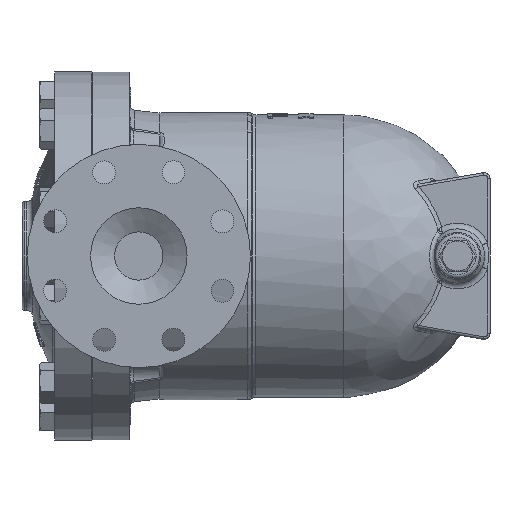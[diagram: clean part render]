
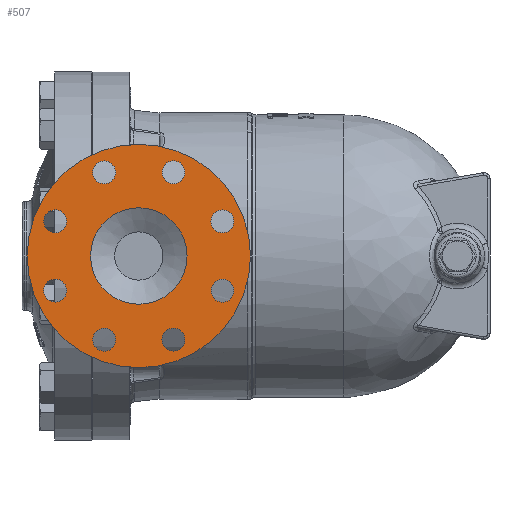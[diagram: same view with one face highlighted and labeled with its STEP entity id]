
A CAD part, left-side view. The second image highlights one B-rep face of the part: STEP entity #507.
In plain terms, the highlighted planar face has unit normal (-1, 0, 0).
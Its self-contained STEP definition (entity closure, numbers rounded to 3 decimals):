
#209=CARTESIAN_POINT('',(-241.0,54.5,0.0));
#210=VERTEX_POINT('',#209);
#211=CARTESIAN_POINT('',(-241.,-38.,0.0));
#212=DIRECTION('',(1.0,0.0,0.0));
#213=DIRECTION('',(0.0,1.0,0.0));
#214=AXIS2_PLACEMENT_3D('',#211,#212,#213);
#215=CIRCLE('',#214,92.5);
#216=EDGE_CURVE('',#210,#210,#215,.T.);
#232=CARTESIAN_POINT('',(-241.,-16.016,-76.008));
#233=VERTEX_POINT('',#232);
#234=CARTESIAN_POINT('',(-241.,-9.299,-69.291));
#235=DIRECTION('',(1.0,0.,0.));
#236=DIRECTION('',(0.,-0.707,-0.707));
#237=AXIS2_PLACEMENT_3D('',#234,#235,#236);
#238=CIRCLE('',#237,9.5);
#239=EDGE_CURVE('',#233,#233,#238,.T.);
#252=CARTESIAN_POINT('',(-241.,-76.201,-69.291));
#253=VERTEX_POINT('',#252);
#254=CARTESIAN_POINT('',(-241.,-66.701,-69.291));
#255=DIRECTION('',(1.0,0.0,0.0));
#256=DIRECTION('',(0.0,-1.0,0.0));
#257=AXIS2_PLACEMENT_3D('',#254,#255,#256);
#258=CIRCLE('',#257,9.5);
#259=EDGE_CURVE('',#253,#253,#258,.T.);
#272=CARTESIAN_POINT('',(-241.,-114.008,-21.984));
#273=VERTEX_POINT('',#272);
#274=CARTESIAN_POINT('',(-241.,-107.291,-28.701));
#275=DIRECTION('',(1.0,0.,0.));
#276=DIRECTION('',(0.,-0.707,0.707));
#277=AXIS2_PLACEMENT_3D('',#274,#275,#276);
#278=CIRCLE('',#277,9.5);
#279=EDGE_CURVE('',#273,#273,#278,.T.);
#292=CARTESIAN_POINT('',(-241.,-107.291,38.201));
#293=VERTEX_POINT('',#292);
#294=CARTESIAN_POINT('',(-241.,-107.291,28.701));
#295=DIRECTION('',(1.0,0.0,0.0));
#296=DIRECTION('',(0.0,0.0,1.0));
#297=AXIS2_PLACEMENT_3D('',#294,#295,#296);
#298=CIRCLE('',#297,9.5);
#299=EDGE_CURVE('',#293,#293,#298,.T.);
#312=CARTESIAN_POINT('',(-241.,-59.984,76.008));
#313=VERTEX_POINT('',#312);
#314=CARTESIAN_POINT('',(-241.,-66.701,69.291));
#315=DIRECTION('',(1.0,0.,0.));
#316=DIRECTION('',(0.,0.707,0.707));
#317=AXIS2_PLACEMENT_3D('',#314,#315,#316);
#318=CIRCLE('',#317,9.5);
#319=EDGE_CURVE('',#313,#313,#318,.T.);
#332=CARTESIAN_POINT('',(-241.0,0.201,69.291));
#333=VERTEX_POINT('',#332);
#334=CARTESIAN_POINT('',(-241.0,-9.299,69.291));
#335=DIRECTION('',(1.0,0.0,0.0));
#336=DIRECTION('',(0.0,1.0,0.0));
#337=AXIS2_PLACEMENT_3D('',#334,#335,#336);
#338=CIRCLE('',#337,9.5);
#339=EDGE_CURVE('',#333,#333,#338,.T.);
#352=CARTESIAN_POINT('',(-241.,38.008,21.984));
#353=VERTEX_POINT('',#352);
#354=CARTESIAN_POINT('',(-241.0,31.291,28.701));
#355=DIRECTION('',(1.0,0.,0.));
#356=DIRECTION('',(0.,0.707,-0.707));
#357=AXIS2_PLACEMENT_3D('',#354,#355,#356);
#358=CIRCLE('',#357,9.5);
#359=EDGE_CURVE('',#353,#353,#358,.T.);
#372=CARTESIAN_POINT('',(-241.0,31.291,-38.201));
#373=VERTEX_POINT('',#372);
#374=CARTESIAN_POINT('',(-241.0,31.291,-28.701));
#375=DIRECTION('',(1.0,0.0,0.0));
#376=DIRECTION('',(0.0,0.0,-1.0));
#377=AXIS2_PLACEMENT_3D('',#374,#375,#376);
#378=CIRCLE('',#377,9.5);
#379=EDGE_CURVE('',#373,#373,#378,.T.);
#464=CARTESIAN_POINT('',(-241.0,28.25,0.0));
#465=DIRECTION('',(1.0,0.0,0.0));
#466=DIRECTION('',(0.0,0.0,-1.0));
#467=AXIS2_PLACEMENT_3D('',#464,#465,#466);
#468=PLANE('',#467);
#469=ORIENTED_EDGE('',*,*,#216,.F.);
#470=EDGE_LOOP('',(#469));
#471=FACE_OUTER_BOUND('',#470,.T.);
#472=ORIENTED_EDGE('',*,*,#239,.T.);
#473=EDGE_LOOP('',(#472));
#474=FACE_BOUND('',#473,.T.);
#475=ORIENTED_EDGE('',*,*,#259,.T.);
#476=EDGE_LOOP('',(#475));
#477=FACE_BOUND('',#476,.T.);
#478=ORIENTED_EDGE('',*,*,#279,.T.);
#479=EDGE_LOOP('',(#478));
#480=FACE_BOUND('',#479,.T.);
#481=ORIENTED_EDGE('',*,*,#299,.T.);
#482=EDGE_LOOP('',(#481));
#483=FACE_BOUND('',#482,.T.);
#484=ORIENTED_EDGE('',*,*,#319,.T.);
#485=EDGE_LOOP('',(#484));
#486=FACE_BOUND('',#485,.T.);
#487=ORIENTED_EDGE('',*,*,#339,.T.);
#488=EDGE_LOOP('',(#487));
#489=FACE_BOUND('',#488,.T.);
#490=ORIENTED_EDGE('',*,*,#359,.T.);
#491=EDGE_LOOP('',(#490));
#492=FACE_BOUND('',#491,.T.);
#493=ORIENTED_EDGE('',*,*,#379,.T.);
#494=EDGE_LOOP('',(#493));
#495=FACE_BOUND('',#494,.T.);
#496=CARTESIAN_POINT('',(-241.0,2.,0.0));
#497=VERTEX_POINT('',#496);
#498=CARTESIAN_POINT('',(-241.,-38.,0.0));
#499=DIRECTION('',(1.0,0.0,0.0));
#500=DIRECTION('',(0.0,1.0,0.0));
#501=AXIS2_PLACEMENT_3D('',#498,#499,#500);
#502=CIRCLE('',#501,40.);
#503=EDGE_CURVE('',#497,#497,#502,.T.);
#504=ORIENTED_EDGE('',*,*,#503,.T.);
#505=EDGE_LOOP('',(#504));
#506=FACE_BOUND('',#505,.T.);
#507=ADVANCED_FACE('',(#471,#474,#477,#480,#483,#486,#489,#492,#495,#506),#468,.F.);
